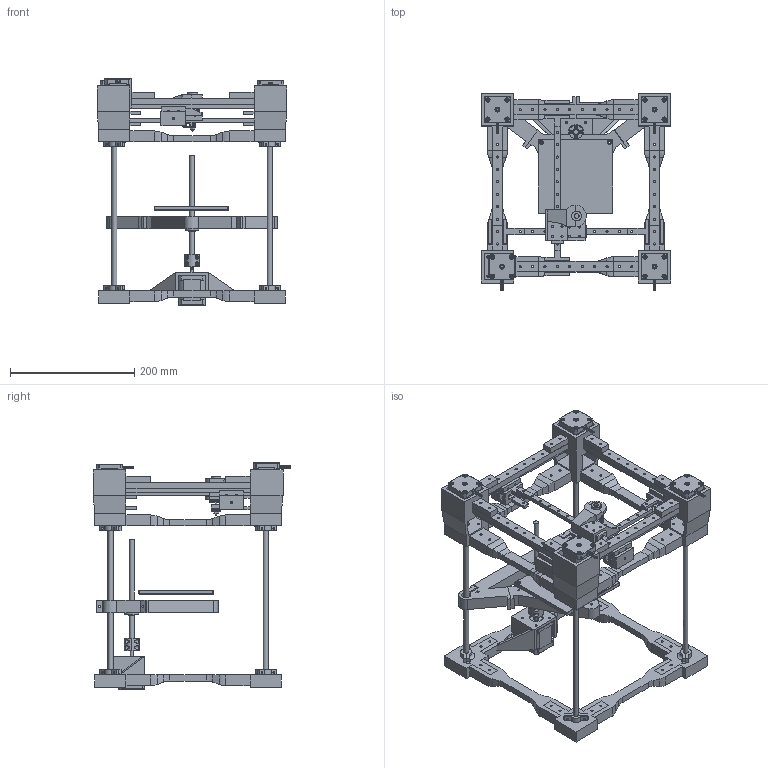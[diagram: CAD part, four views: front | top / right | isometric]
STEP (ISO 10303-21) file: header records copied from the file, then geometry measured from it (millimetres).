
FILE_DESCRIPTION(/* description */ ('STEP AP242','CAx-IF Rec.Pracs.---Representation and Presentation of Product Manufacturing Information (PMI)---4.0---2014-10-13','CAx-IF Rec.Pracs.---3D Tessellated Geometry---0.4---2014-09-14','2;1'),/* implementation_level */ '2;1');
FILE_NAME(/* name */ '684099d326113e3dacab72e5',/* time_stamp */ '2025-06-04T19:09:09Z',/* author */ (''),/* organization */ (''),/* preprocessor_version */ 'ST-DEVELOPER v20',/* originating_system */ 'ONSHAPE BY PTC INC, 1.198',/* authorisation */ ' ');
FILE_SCHEMA (('AP242_MANAGED_MODEL_BASED_3D_ENGINEERING_MIM_LF { 1 0 10303 442 1 1 4 }'));
Length unit declared in the file: metre
Products named in the file (53): Assembly 2; Part 2; Part 23; Part 8; 17HS19-2004S1; Part 17; Part 24; Part 1; Part 20; Part 33; 120x120mm MIC6; Part 12; Part 29; Part 21; Part 27; Part 9; Part 5; Part 6; Part 22; Part 31; Part 14; Part 26; Part 13; Part 3; Part 11; Part 15; Part 32; 8mm Lead Screw Nut; Toolhead <1>; E3D V6 1.75mm Universal HotEnd Mockup; Part 28; Part 4; Part 7; Part 34; Part 16; Part 10; Part 25; Part 19; Part 30; Part 18
Assembly tree (72 placements, depth 3):
  Assembly 2
    Part 2
    Part 23
    Part 8
    17HS19-2004S1  x5
    Part 2
    Part 17
    Part 24
    Part 1  x4
    Part 20
    Part 33
    120x120mm MIC6
    Part 12
    Part 1
    Part 1  x4
    Part 2
    Part 29
    Part 1
    Part 21
    Part 2  x4
    Part 27
    Part 9
    Part 1  x6
    Part 5
    Part 6
    Part 1
    Part 22
    Part 31
    Part 14
    Part 26
    Part 13
    Part 3
    Part 3
    Part 11
    Part 15
    Part 32
    8mm Lead Screw Nut
    Toolhead <1>
      Part 1  x2
      E3D V6 1.75mm Universal HotEnd Mockup
      Part 1
      Part 2
    Part 28
    Part 4
    Part 1
    Part 1
    Part 7
    Part 34
    Part 16
    Part 10
    Part 25
    Part 19
    Part 30
    Part 18
Bounding box: 306 x 318.65 x 364.67 mm (x, y, z)
Volume: 2687084.1 mm3; surface area: 822657.2 mm2
Topology: 71 solids, 71 shells, 3028 faces, 7592 edges, 4873 vertices
Faces by surface type: plane 1816, cylinder 927, torus 140, sphere 75, cone 48, bspline 22
Full cylindrical faces by diameter (mm): 0.4 x1, 1.158 x20, 1.55 x1, 2 x1, 2.5 x20, 2.8 x1, 3 x8, 3.5 x329, 4.6 x20, 5 x11, 5.6 x10, 5.8 x3, 6 x28, 7 x10, 8 x2, 8.2 x13, 9 x2, 9.5 x1, 10 x3, 10.5 x1, 11 x1, 11.5 x2, 12 x2, 12.5 x1, 13 x1, 13.5 x1, 14 x5, 16 x3, 22 x11, 22.3 x11
Entity records: 52296 total; most frequent: CARTESIAN_POINT 9188, DIRECTION 8507, ORIENTED_EDGE 7676, EDGE_CURVE 3838, AXIS2_PLACEMENT_3D 2992, VERTEX_POINT 2686, FACE_BOUND 2678, EDGE_LOOP 2674
